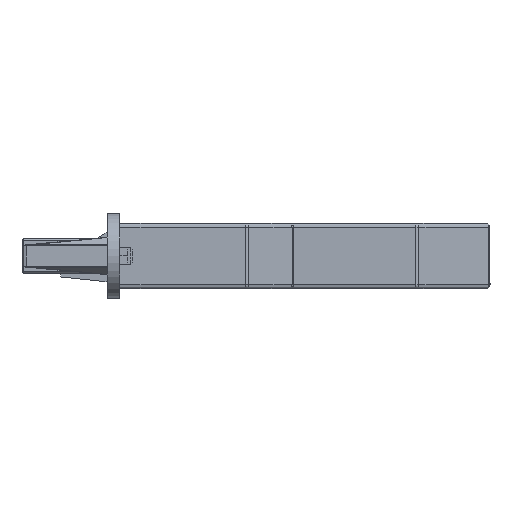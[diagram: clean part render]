
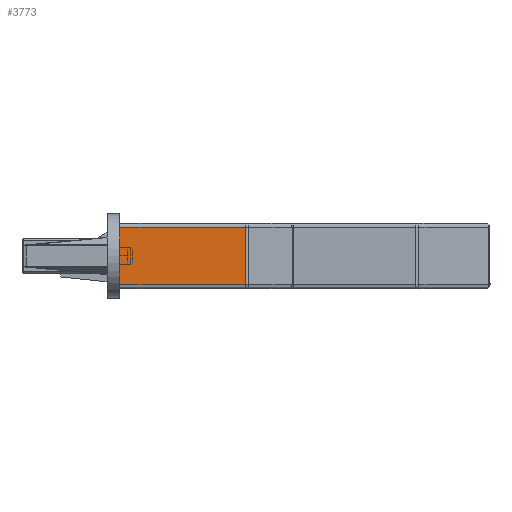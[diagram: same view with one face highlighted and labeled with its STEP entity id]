
A CAD part, front view. The second image highlights one B-rep face of the part: STEP entity #3773.
In plain terms, the highlighted planar face has unit normal (0, -1, 0).
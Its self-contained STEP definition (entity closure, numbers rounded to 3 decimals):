
#10 = CARTESIAN_POINT ( 'NONE',  ( 16.086, -33.75, -2.25 ) ) ;
#803 = ORIENTED_EDGE ( 'NONE', *, *, #6627, .T. ) ;
#1496 = VERTEX_POINT ( 'NONE', #20877 ) ;
#1839 = LINE ( 'NONE', #6789, #20235 ) ;
#2895 = CARTESIAN_POINT ( 'NONE',  ( -13.5, -33.75, 12.25 ) ) ;
#3342 = VECTOR ( 'NONE', #5098, 1000. ) ;
#3355 = DIRECTION ( 'NONE',  ( 0., 0., -1. ) ) ;
#3773 = ADVANCED_FACE ( 'NONE', ( #16473 ), #21643, .F. ) ;
#4305 = VERTEX_POINT ( 'NONE', #16791 ) ;
#4880 = DIRECTION ( 'NONE',  ( 1., 0., 0. ) ) ;
#5098 = DIRECTION ( 'NONE',  ( -1., 0., 0. ) ) ;
#5216 = VERTEX_POINT ( 'NONE', #10 ) ;
#5574 = EDGE_CURVE ( 'NONE', #15245, #4305, #11100, .T. ) ;
#6176 = DIRECTION ( 'NONE',  ( 0., 1., 0. ) ) ;
#6627 = EDGE_CURVE ( 'NONE', #5216, #1496, #8132, .T. ) ;
#6789 = CARTESIAN_POINT ( 'NONE',  ( 27.3, -33.75, -2.25 ) ) ;
#7066 = CARTESIAN_POINT ( 'NONE',  ( -13.5, -33.75, 11.25 ) ) ;
#7433 = VECTOR ( 'NONE', #16629, 1000. ) ;
#8132 = LINE ( 'NONE', #18631, #7433 ) ;
#9834 = LINE ( 'NONE', #16655, #3342 ) ;
#10072 = EDGE_LOOP ( 'NONE', ( #803, #10198, #12004, #10488 ) ) ;
#10198 = ORIENTED_EDGE ( 'NONE', *, *, #10323, .T. ) ;
#10323 = EDGE_CURVE ( 'NONE', #1496, #15245, #9834, .T. ) ;
#10488 = ORIENTED_EDGE ( 'NONE', *, *, #12709, .T. ) ;
#10513 = AXIS2_PLACEMENT_3D ( 'NONE', #21522, #6176, #10916 ) ;
#10916 = DIRECTION ( 'NONE',  ( -1., 0., 0. ) ) ;
#11100 = LINE ( 'NONE', #2895, #20269 ) ;
#12004 = ORIENTED_EDGE ( 'NONE', *, *, #5574, .T. ) ;
#12709 = EDGE_CURVE ( 'NONE', #4305, #5216, #1839, .T. ) ;
#15245 = VERTEX_POINT ( 'NONE', #7066 ) ;
#16473 = FACE_OUTER_BOUND ( 'NONE', #10072, .T. ) ;
#16629 = DIRECTION ( 'NONE',  ( 0., 0., 1. ) ) ;
#16655 = CARTESIAN_POINT ( 'NONE',  ( 27.3, -33.75, 11.25 ) ) ;
#16791 = CARTESIAN_POINT ( 'NONE',  ( -13.5, -33.75, -2.25 ) ) ;
#18631 = CARTESIAN_POINT ( 'NONE',  ( 16.086, -33.75, 12.25 ) ) ;
#20235 = VECTOR ( 'NONE', #4880, 1000. ) ;
#20269 = VECTOR ( 'NONE', #3355, 1000. ) ;
#20877 = CARTESIAN_POINT ( 'NONE',  ( 16.086, -33.75, 11.25 ) ) ;
#21522 = CARTESIAN_POINT ( 'NONE',  ( 27.3, -33.75, 12.25 ) ) ;
#21643 = PLANE ( 'NONE',  #10513 ) ;
